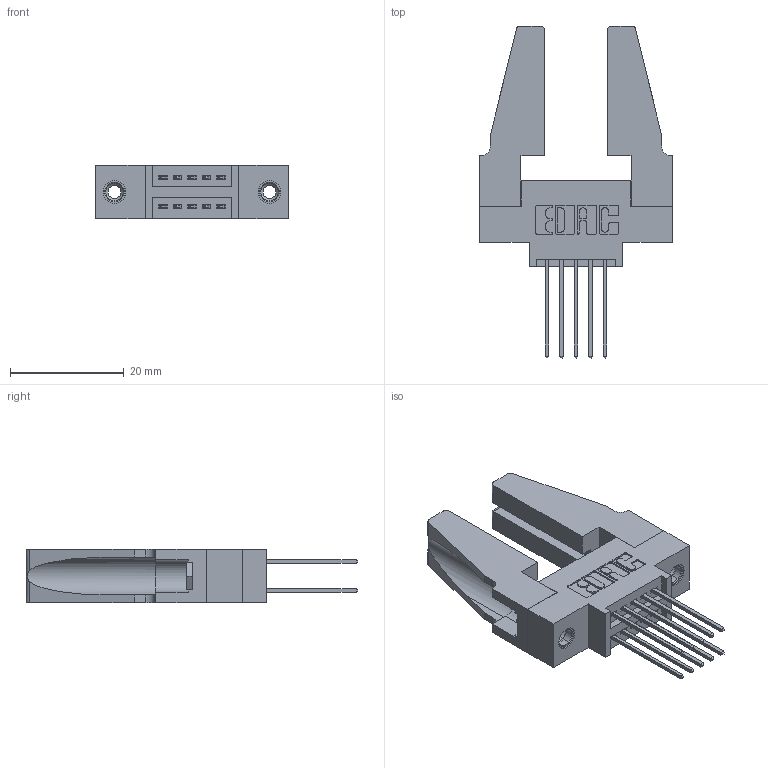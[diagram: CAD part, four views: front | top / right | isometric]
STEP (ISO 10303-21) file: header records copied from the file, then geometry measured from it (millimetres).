
FILE_DESCRIPTION (( 'STEP AP203' ), '1' );
FILE_NAME ('395-010-542-888.STEP', '2019-10-15T11:47:59', ( '' ), ( '' ), 'SwSTEP 2.0', 'SolidWorks 2016', '' );
FILE_SCHEMA (( 'CONFIG_CONTROL_DESIGN' ));
Length unit declared in the file: inch
Products named in the file (5): 345 Part_0.170 Offset - 0.156 Dia-TH; 345-292-001_345-293-142; 345-250-001_345-250-001-102; 345-220-078_345-220-088; 395-010-542-888
Assembly tree (15 placements, depth 2):
  395-010-542-888
    345 Part_0.170 Offset - 0.156 Dia-TH
    345-292-001_345-293-142  x10
    345-250-001_345-250-001-102  x2
    345-220-078_345-220-088  x2
Bounding box: 33.93 x 58.47 x 9.4 mm (x, y, z)
Volume: 6138.7 mm3; surface area: 7033.1 mm2
Topology: 15 solids, 15 shells, 754 faces, 2157 edges, 1414 vertices
Faces by surface type: plane 486, cylinder 252, cone 12, torus 4
Entity records: 11202 total; most frequent: CARTESIAN_POINT 1910, ORIENTED_EDGE 1804, DIRECTION 1734, EDGE_CURVE 902, LINE 708, VECTOR 708, VERTEX_POINT 594, AXIS2_PLACEMENT_3D 513
